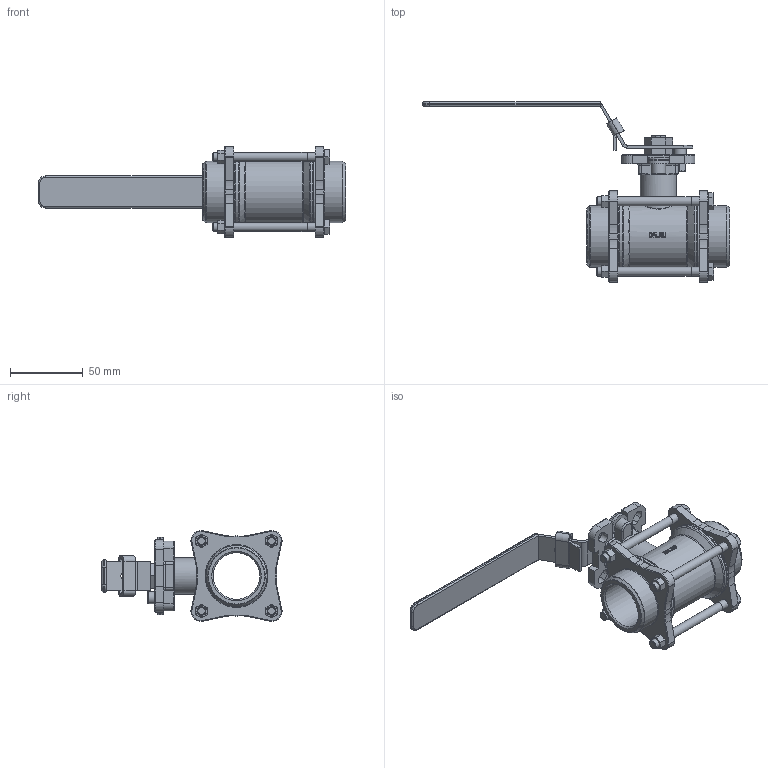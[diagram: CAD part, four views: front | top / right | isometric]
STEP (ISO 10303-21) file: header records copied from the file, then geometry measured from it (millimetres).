
FILE_DESCRIPTION(/* description */ (''),/* implementation_level */ '2;1');
FILE_NAME(/* name */ 'DN32_3D_STEP.stp',/* time_stamp */ '2023-12-15T12:11:55+03:00',/* author */ ('igorr'),/* organization */ (''),/* preprocessor_version */ 'ST-DEVELOPER v19.2',/* originating_system */ 'Autodesk Inventor 2023',/* authorisation */ '');
FILE_SCHEMA (('AUTOMOTIVE_DESIGN { 1 0 10303 214 3 1 1 }'));
Length unit declared in the file: millimetre
Products named in the file (7): Сборка; Деталь1; Деталь6; BS 4183 - M10; AS 1110 - M6 x 12; AS 1420 - 1973 - M5 x 10; ANSI B18.2.4.2M - M5x0,8
Assembly tree (14 placements, depth 2):
  Сборка
    Деталь1
    Деталь6
    ANSI B18.2.4.2M - M5x0,8  x5
    BS 4183 - M10  x2
    AS 1110 - M6 x 12  x4
    AS 1420 - 1973 - M5 x 10
Bounding box: 211 x 123.63 x 62.53 mm (x, y, z)
Volume: 152808.2 mm3; surface area: 66979.3 mm2
Topology: 15 solids, 15 shells, 820 faces, 1952 edges, 1193 vertices
Faces by surface type: plane 366, cylinder 209, cone 118, bspline 67, torus 60
Full cylindrical faces by diameter (mm): 4.05 x1, 4.134 x5, 4.31 x1, 5 x2, 6 x4, 6.111 x12, 8 x1, 8.376 x2, 8.5 x1, 10 x4, 11.457 x1, 11.964 x1, 17 x1, 25 x1, 32 x1, 42.2 x2, 45 x3, 54.25 x2, 54.558 x2
Entity records: 20958 total; most frequent: CARTESIAN_POINT 4900, DIRECTION 3222, ORIENTED_EDGE 3160, EDGE_CURVE 1580, AXIS2_PLACEMENT_3D 1202, VERTEX_POINT 970, LINE 818, VECTOR 818
